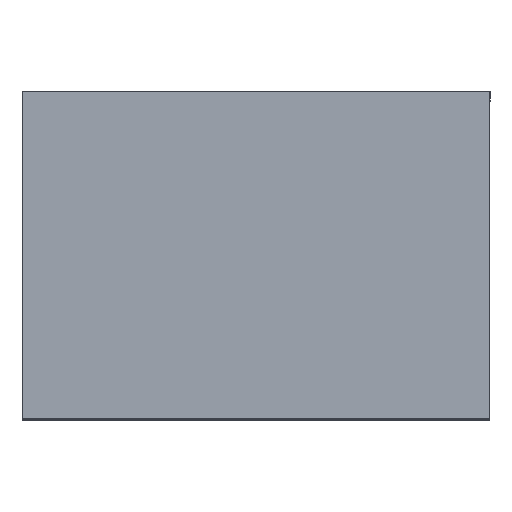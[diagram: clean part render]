
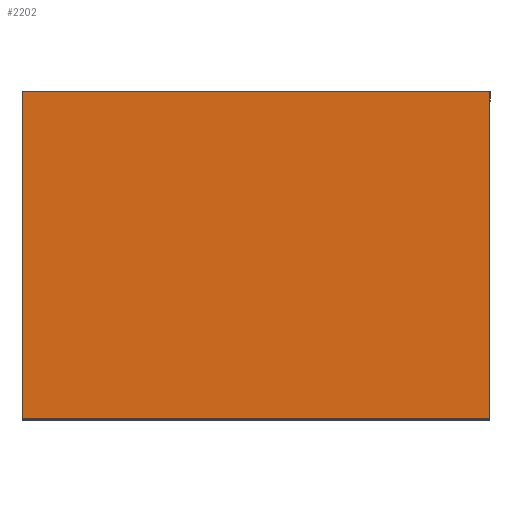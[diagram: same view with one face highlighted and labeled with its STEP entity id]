
A CAD part, top view. The second image highlights one B-rep face of the part: STEP entity #2202.
In plain terms, the highlighted planar face has unit normal (0, 0, 1).
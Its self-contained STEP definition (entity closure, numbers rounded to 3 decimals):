
#117 = CARTESIAN_POINT ( 'NONE',  ( -0.25, -0.175, 0.5 ) ) ;
#377 = CARTESIAN_POINT ( 'NONE',  ( 0.25, -0.175, 0.5 ) ) ;
#403 = VECTOR ( 'NONE', #1124, 1000. ) ;
#691 = CARTESIAN_POINT ( 'NONE',  ( -0.25, 0.175, 0.5 ) ) ;
#701 = CARTESIAN_POINT ( 'NONE',  ( 0.25, 0.175, 0.5 ) ) ;
#830 = DIRECTION ( 'NONE',  ( -1., 0., 0. ) ) ;
#1018 = EDGE_CURVE ( 'NONE', #4179, #2246, #4154, .T. ) ;
#1124 = DIRECTION ( 'NONE',  ( -1., 0., 0. ) ) ;
#1150 = VERTEX_POINT ( 'NONE', #2363 ) ;
#1214 = EDGE_CURVE ( 'NONE', #2246, #1317, #2387, .T. ) ;
#1272 = ORIENTED_EDGE ( 'NONE', *, *, #1018, .F. ) ;
#1317 = VERTEX_POINT ( 'NONE', #117 ) ;
#1459 = ORIENTED_EDGE ( 'NONE', *, *, #1214, .F. ) ;
#1516 = LINE ( 'NONE', #701, #403 ) ;
#1557 = VECTOR ( 'NONE', #3589, 1000. ) ;
#1689 = CARTESIAN_POINT ( 'NONE',  ( 0.25, 0.175, 0.5 ) ) ;
#1996 = CARTESIAN_POINT ( 'NONE',  ( 0.25, -0.175, 0.5 ) ) ;
#2154 = VECTOR ( 'NONE', #2186, 1000. ) ;
#2186 = DIRECTION ( 'NONE',  ( 0., -1., 0. ) ) ;
#2202 = ADVANCED_FACE ( 'NONE', ( #3505 ), #5134, .F. ) ;
#2246 = VERTEX_POINT ( 'NONE', #377 ) ;
#2363 = CARTESIAN_POINT ( 'NONE',  ( -0.25, 0.175, 0.5 ) ) ;
#2387 = LINE ( 'NONE', #1996, #1557 ) ;
#2451 = EDGE_CURVE ( 'NONE', #1150, #1317, #4220, .T. ) ;
#2799 = CARTESIAN_POINT ( 'NONE',  ( 0.25, 0.175, 0.5 ) ) ;
#3081 = ORIENTED_EDGE ( 'NONE', *, *, #2451, .T. ) ;
#3218 = ORIENTED_EDGE ( 'NONE', *, *, #4104, .T. ) ;
#3290 = EDGE_LOOP ( 'NONE', ( #3081, #1459, #1272, #3218 ) ) ;
#3393 = DIRECTION ( 'NONE',  ( 0., -1., 0. ) ) ;
#3505 = FACE_OUTER_BOUND ( 'NONE', #3290, .T. ) ;
#3589 = DIRECTION ( 'NONE',  ( -1., 0., 0. ) ) ;
#3732 = CARTESIAN_POINT ( 'NONE',  ( 0.25, 0.175, 0.5 ) ) ;
#4104 = EDGE_CURVE ( 'NONE', #4179, #1150, #1516, .T. ) ;
#4154 = LINE ( 'NONE', #1689, #2154 ) ;
#4179 = VERTEX_POINT ( 'NONE', #3732 ) ;
#4220 = LINE ( 'NONE', #691, #4353 ) ;
#4353 = VECTOR ( 'NONE', #3393, 1000. ) ;
#4365 = DIRECTION ( 'NONE',  ( 0., 0., -1. ) ) ;
#4698 = AXIS2_PLACEMENT_3D ( 'NONE', #2799, #4365, #830 ) ;
#5134 = PLANE ( 'NONE',  #4698 ) ;
